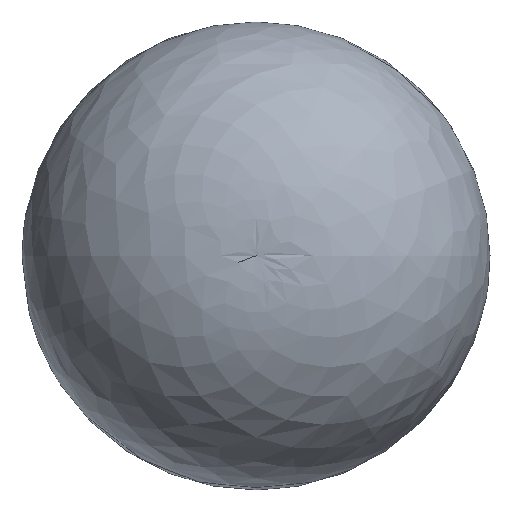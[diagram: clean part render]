
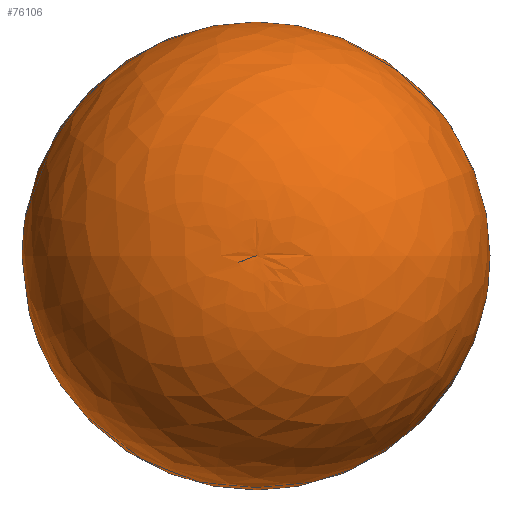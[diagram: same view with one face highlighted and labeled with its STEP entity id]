
A CAD part, top view. The second image highlights one B-rep face of the part: STEP entity #76106.
In plain terms, the highlighted free-form (B-spline) face has degree [2, 2] with [5, 9] control points.
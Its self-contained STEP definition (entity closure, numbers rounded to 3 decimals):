
#305=(
BOUNDED_SURFACE()
B_SPLINE_SURFACE(2,2,((#202611,#202612,#202613,#202614,#202615,#202616,
#202617,#202618,#202619),(#202620,#202621,#202622,#202623,#202624,#202625,
#202626,#202627,#202628),(#202629,#202630,#202631,#202632,#202633,#202634,
#202635,#202636,#202637),(#202638,#202639,#202640,#202641,#202642,#202643,
#202644,#202645,#202646),(#202647,#202648,#202649,#202650,#202651,#202652,
#202653,#202654,#202655)),.UNSPECIFIED.,.F.,.T.,.F.)
B_SPLINE_SURFACE_WITH_KNOTS((3,2,3),(3,2,2,2,3),(-1.692,-0.157,
1.379),(-3.142,-1.571,0.,1.571,
3.142),.UNSPECIFIED.)
GEOMETRIC_REPRESENTATION_ITEM()
RATIONAL_B_SPLINE_SURFACE(((1.,0.707,1.,0.707,1.,
0.707,1.,0.707,1.),(0.719,0.509,
0.719,0.509,0.719,0.509,0.719,
0.509,0.719),(1.,0.707,1.,0.707,
1.,0.707,1.,0.707,1.),(0.719,0.509,
0.719,0.509,0.719,0.509,0.719,
0.509,0.719),(1.,0.707,1.,0.707,
1.,0.707,1.,0.707,1.)))
REPRESENTATION_ITEM('')
SURFACE()
);
#14056=FACE_OUTER_BOUND('',#19010,.T.);
#19010=EDGE_LOOP('',(#65620,#65621,#65622));
#23464=CIRCLE('',#84442,475.941);
#23465=CIRCLE('',#84443,1524.776);
#33234=VERTEX_POINT('',#202608);
#33235=VERTEX_POINT('',#202656);
#44032=EDGE_CURVE('',#33234,#33234,#23464,.T.);
#44033=EDGE_CURVE('',#33234,#33235,#23465,.T.);
#65620=ORIENTED_EDGE('',*,*,#44032,.F.);
#65621=ORIENTED_EDGE('',*,*,#44033,.T.);
#65622=ORIENTED_EDGE('',*,*,#44033,.F.);
#76106=ADVANCED_FACE('',(#14056),#305,.F.);
#84442=AXIS2_PLACEMENT_3D('',#202610,#102795,#102796);
#84443=AXIS2_PLACEMENT_3D('',#202657,#102797,#102798);
#102795=DIRECTION('center_axis',(-1.,0.,0.));
#102796=DIRECTION('ref_axis',(0.,0.,1.));
#102797=DIRECTION('center_axis',(0.,-1.,0.));
#102798=DIRECTION('ref_axis',(0.,0.,
-1.));
#202608=CARTESIAN_POINT('',(-1496.762,185.,-475.941));
#202610=CARTESIAN_POINT('Origin',(-1496.762,185.,0.));
#202611=CARTESIAN_POINT('Ctrl Pts',(1513.512,185.,0.));
#202612=CARTESIAN_POINT('Ctrl Pts',(1513.512,185.,0.));
#202613=CARTESIAN_POINT('Ctrl Pts',(1513.512,185.,0.));
#202614=CARTESIAN_POINT('Ctrl Pts',(1513.512,185.,0.));
#202615=CARTESIAN_POINT('Ctrl Pts',(1513.512,185.,0.));
#202616=CARTESIAN_POINT('Ctrl Pts',(1513.512,185.,0.));
#202617=CARTESIAN_POINT('Ctrl Pts',(1513.512,185.,0.));
#202618=CARTESIAN_POINT('Ctrl Pts',(1513.512,185.,0.));
#202619=CARTESIAN_POINT('Ctrl Pts',(1513.512,185.,0.));
#202620=CARTESIAN_POINT('Ctrl Pts',(1692.116,185.,-1461.184));
#202621=CARTESIAN_POINT('Ctrl Pts',(1692.116,-1276.184,
-1461.184));
#202622=CARTESIAN_POINT('Ctrl Pts',(1692.116,-1276.184,
0.));
#202623=CARTESIAN_POINT('Ctrl Pts',(1692.116,-1276.184,
1461.184));
#202624=CARTESIAN_POINT('Ctrl Pts',(1692.116,185.,1461.184));
#202625=CARTESIAN_POINT('Ctrl Pts',(1692.116,1646.184,1461.184));
#202626=CARTESIAN_POINT('Ctrl Pts',(1692.116,1646.184,0.));
#202627=CARTESIAN_POINT('Ctrl Pts',(1692.116,1646.184,-1461.184));
#202628=CARTESIAN_POINT('Ctrl Pts',(1692.116,185.,-1461.184));
#202629=CARTESIAN_POINT('Ctrl Pts',(238.118,185.,-1691.069));
#202630=CARTESIAN_POINT('Ctrl Pts',(238.118,-1506.069,
-1691.069));
#202631=CARTESIAN_POINT('Ctrl Pts',(238.118,-1506.069,
0.));
#202632=CARTESIAN_POINT('Ctrl Pts',(238.118,-1506.069,
1691.069));
#202633=CARTESIAN_POINT('Ctrl Pts',(238.118,185.,1691.069));
#202634=CARTESIAN_POINT('Ctrl Pts',(238.118,1876.069,1691.069));
#202635=CARTESIAN_POINT('Ctrl Pts',(238.118,1876.069,0.));
#202636=CARTESIAN_POINT('Ctrl Pts',(238.118,1876.069,-1691.069));
#202637=CARTESIAN_POINT('Ctrl Pts',(238.118,185.,-1691.069));
#202638=CARTESIAN_POINT('Ctrl Pts',(-1215.88,185.,
-1920.954));
#202639=CARTESIAN_POINT('Ctrl Pts',(-1215.88,-1735.954,
-1920.954));
#202640=CARTESIAN_POINT('Ctrl Pts',(-1215.88,-1735.954,
0.));
#202641=CARTESIAN_POINT('Ctrl Pts',(-1215.88,-1735.954,
1920.954));
#202642=CARTESIAN_POINT('Ctrl Pts',(-1215.88,185.,
1920.954));
#202643=CARTESIAN_POINT('Ctrl Pts',(-1215.88,2105.954,
1920.954));
#202644=CARTESIAN_POINT('Ctrl Pts',(-1215.88,2105.954,
0.));
#202645=CARTESIAN_POINT('Ctrl Pts',(-1215.88,2105.954,
-1920.954));
#202646=CARTESIAN_POINT('Ctrl Pts',(-1215.88,185.,
-1920.954));
#202647=CARTESIAN_POINT('Ctrl Pts',(-1496.762,185.,
-475.941));
#202648=CARTESIAN_POINT('Ctrl Pts',(-1496.762,-290.941,
-475.941));
#202649=CARTESIAN_POINT('Ctrl Pts',(-1496.762,-290.941,
0.));
#202650=CARTESIAN_POINT('Ctrl Pts',(-1496.762,-290.941,
475.941));
#202651=CARTESIAN_POINT('Ctrl Pts',(-1496.762,185.,
475.941));
#202652=CARTESIAN_POINT('Ctrl Pts',(-1496.762,660.941,
475.941));
#202653=CARTESIAN_POINT('Ctrl Pts',(-1496.762,660.941,
0.));
#202654=CARTESIAN_POINT('Ctrl Pts',(-1496.762,660.941,
-475.941));
#202655=CARTESIAN_POINT('Ctrl Pts',(-1496.762,185.,
-475.941));
#202656=CARTESIAN_POINT('',(1513.512,185.,0.));
#202657=CARTESIAN_POINT('Origin',(0.,185.,-185.));
